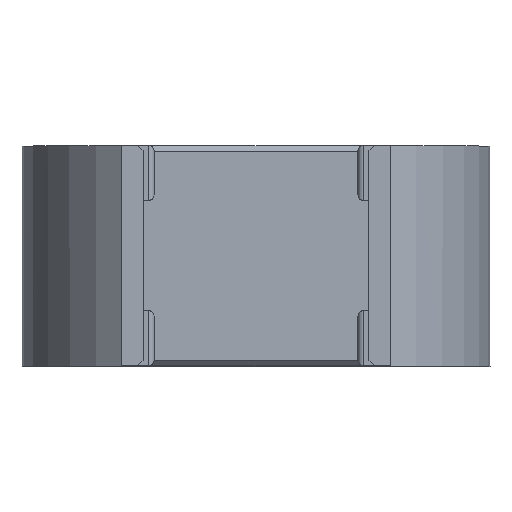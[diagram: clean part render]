
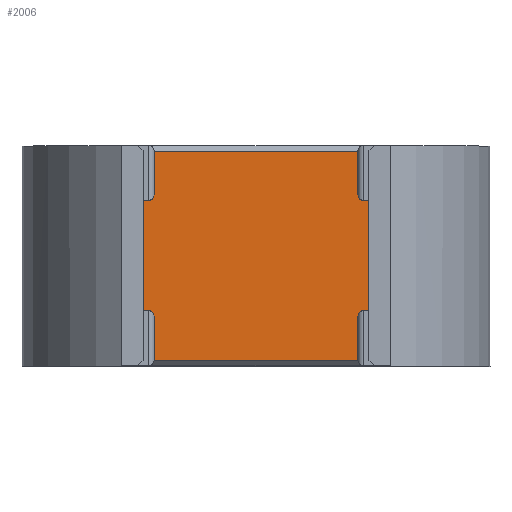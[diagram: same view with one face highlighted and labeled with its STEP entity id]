
A CAD part, top view. The second image highlights one B-rep face of the part: STEP entity #2006.
In plain terms, the highlighted planar face has unit normal (0, 0, 1).
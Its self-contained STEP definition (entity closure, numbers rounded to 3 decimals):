
#129=LINE('',#3005,#362);
#140=LINE('',#3029,#373);
#143=LINE('',#3036,#376);
#144=LINE('',#3037,#377);
#362=VECTOR('',#2382,10.);
#373=VECTOR('',#2401,10.);
#376=VECTOR('',#2408,10.);
#377=VECTOR('',#2409,10.);
#571=FACE_OUTER_BOUND('',#694,.T.);
#694=EDGE_LOOP('',(#1392,#1393,#1394,#1395));
#893=VERTEX_POINT('',#3002);
#894=VERTEX_POINT('',#3004);
#903=VERTEX_POINT('',#3027);
#905=VERTEX_POINT('',#3035);
#1070=EDGE_CURVE('',#894,#893,#129,.T.);
#1083=EDGE_CURVE('',#903,#893,#140,.T.);
#1086=EDGE_CURVE('',#903,#905,#143,.T.);
#1087=EDGE_CURVE('',#894,#905,#144,.T.);
#1392=ORIENTED_EDGE('',*,*,#1083,.F.);
#1393=ORIENTED_EDGE('',*,*,#1086,.T.);
#1394=ORIENTED_EDGE('',*,*,#1087,.F.);
#1395=ORIENTED_EDGE('',*,*,#1070,.T.);
#1923=PLANE('',#2157);
#2006=ADVANCED_FACE('',(#571),#1923,.T.);
#2157=AXIS2_PLACEMENT_3D('',#3034,#2406,#2407);
#2382=DIRECTION('',(0.,1.,0.));
#2401=DIRECTION('',(1.,0.,0.));
#2406=DIRECTION('center_axis',(0.,0.,1.));
#2407=DIRECTION('ref_axis',(1.,0.,0.));
#2408=DIRECTION('',(0.,-1.,0.));
#2409=DIRECTION('',(-1.,0.,0.));
#3002=CARTESIAN_POINT('',(20.5,26.,61.));
#3004=CARTESIAN_POINT('',(20.5,-12.,61.));
#3005=CARTESIAN_POINT('',(20.5,7.,61.));
#3027=CARTESIAN_POINT('',(-20.5,26.,61.));
#3029=CARTESIAN_POINT('',(-5.,26.,61.));
#3034=CARTESIAN_POINT('Origin',(-10.,7.,61.));
#3035=CARTESIAN_POINT('',(-20.5,-12.,61.));
#3036=CARTESIAN_POINT('',(-20.5,7.,61.));
#3037=CARTESIAN_POINT('',(-5.,-12.,61.));
